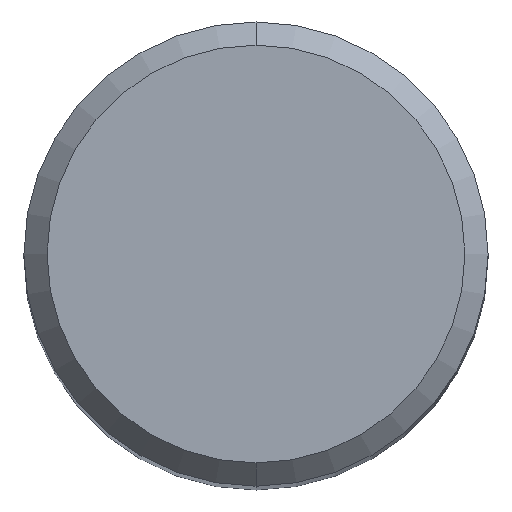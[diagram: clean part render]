
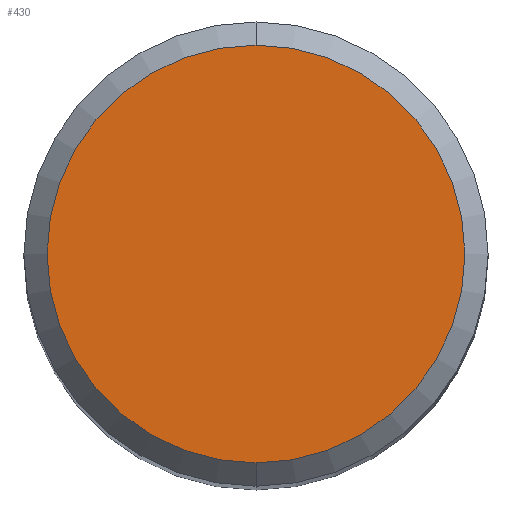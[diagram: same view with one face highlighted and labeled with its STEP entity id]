
A CAD part, top view. The second image highlights one B-rep face of the part: STEP entity #430.
In plain terms, the highlighted planar face has unit normal (0, 0, 1).
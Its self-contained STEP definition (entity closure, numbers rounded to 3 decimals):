
#210=EDGE_CURVE('',#232,#452,#515,.T.);
#232=VERTEX_POINT('',#539);
#406=EDGE_CURVE('',#452,#232,#731,.T.);
#430=ADVANCED_FACE('',(#757),#758,.T.);
#452=VERTEX_POINT('',#782);
#515=CIRCLE('',#889,5.4);
#539=CARTESIAN_POINT('',(0.,-5.4,0.0));
#731=CIRCLE('',#1411,5.4);
#757=FACE_OUTER_BOUND('',#1445,.T.);
#758=PLANE('',#1446);
#782=CARTESIAN_POINT('',(0.0,5.4,0.0));
#889=AXIS2_PLACEMENT_3D('',#1529,#1530,#1531);
#1411=AXIS2_PLACEMENT_3D('',#1766,#1767,#1768);
#1445=EDGE_LOOP('',(#1801,#1802));
#1446=AXIS2_PLACEMENT_3D('',#1803,#1804,#1805);
#1529=CARTESIAN_POINT('',(0.0,0.0,0.0));
#1530=DIRECTION('',(0.0,0.0,-1.0));
#1531=DIRECTION('',(0.0,1.0,0.0));
#1766=CARTESIAN_POINT('',(0.0,0.0,0.0));
#1767=DIRECTION('',(0.0,0.0,-1.0));
#1768=DIRECTION('',(0.0,1.0,0.0));
#1801=ORIENTED_EDGE('',*,*,#406,.F.);
#1802=ORIENTED_EDGE('',*,*,#210,.F.);
#1803=CARTESIAN_POINT('',(0.0,2.7,0.0));
#1804=DIRECTION('',(-0.0,0.0,1.0));
#1805=DIRECTION('',(0.0,-1.0,0.0));
